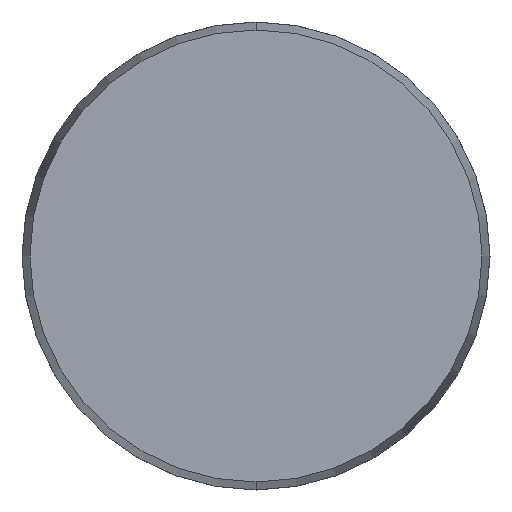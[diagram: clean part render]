
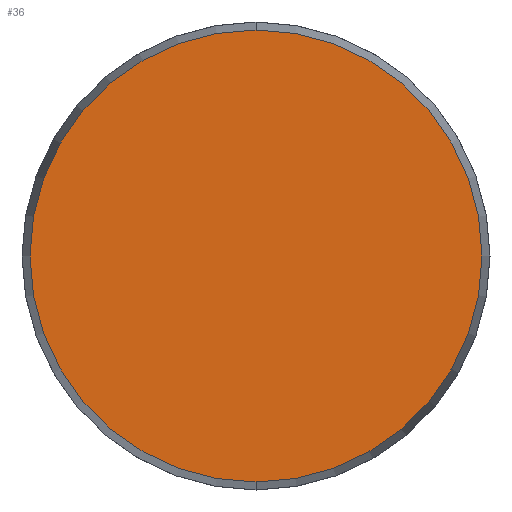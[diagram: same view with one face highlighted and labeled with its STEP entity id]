
A CAD part, front view. The second image highlights one B-rep face of the part: STEP entity #36.
In plain terms, the highlighted planar face has unit normal (0, -1, 0).
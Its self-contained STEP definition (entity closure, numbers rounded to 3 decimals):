
#36 = ADVANCED_FACE ( 'NONE', ( #653 ), #1065, .F. ) ;
#88 = DIRECTION ( 'NONE',  ( 0., 0., -1. ) ) ;
#103 = CARTESIAN_POINT ( 'NONE',  ( 0., 0., 0. ) ) ;
#107 = EDGE_LOOP ( 'NONE', ( #676, #1257 ) ) ;
#188 = DIRECTION ( 'NONE',  ( 0., -1., 0. ) ) ;
#213 = DIRECTION ( 'NONE',  ( 0., 0., -1. ) ) ;
#270 = CARTESIAN_POINT ( 'NONE',  ( 0., 0., 24.143 ) ) ;
#274 = VERTEX_POINT ( 'NONE', #270 ) ;
#521 = EDGE_CURVE ( 'NONE', #569, #274, #690, .T. ) ;
#569 = VERTEX_POINT ( 'NONE', #1207 ) ;
#653 = FACE_OUTER_BOUND ( 'NONE', #107, .T. ) ;
#671 = AXIS2_PLACEMENT_3D ( 'NONE', #1209, #188, #88 ) ;
#676 = ORIENTED_EDGE ( 'NONE', *, *, #898, .T. ) ;
#690 = CIRCLE ( 'NONE', #815, 24.143 ) ;
#743 = CARTESIAN_POINT ( 'NONE',  ( -24.143, 0., 0. ) ) ;
#815 = AXIS2_PLACEMENT_3D ( 'NONE', #103, #1059, #213 ) ;
#898 = EDGE_CURVE ( 'NONE', #274, #569, #1056, .T. ) ;
#1056 = CIRCLE ( 'NONE', #671, 24.143 ) ;
#1059 = DIRECTION ( 'NONE',  ( 0., -1., 0. ) ) ;
#1065 = PLANE ( 'NONE',  #1276 ) ;
#1176 = DIRECTION ( 'NONE',  ( 0., 1., 0. ) ) ;
#1207 = CARTESIAN_POINT ( 'NONE',  ( 0., 0., -24.143 ) ) ;
#1209 = CARTESIAN_POINT ( 'NONE',  ( 0., 0., 0. ) ) ;
#1257 = ORIENTED_EDGE ( 'NONE', *, *, #521, .T. ) ;
#1266 = DIRECTION ( 'NONE',  ( 0., 0., 1. ) ) ;
#1276 = AXIS2_PLACEMENT_3D ( 'NONE', #743, #1176, #1266 ) ;
